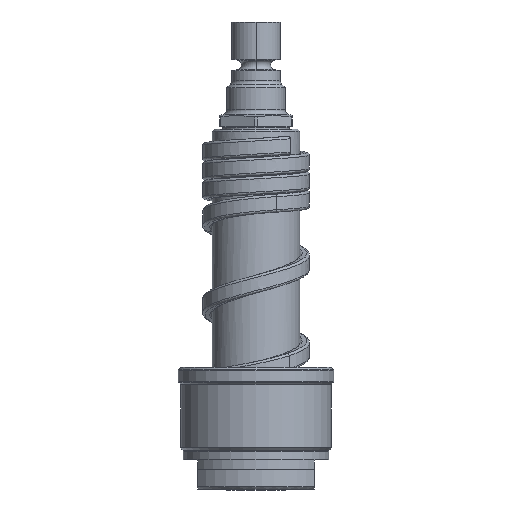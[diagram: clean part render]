
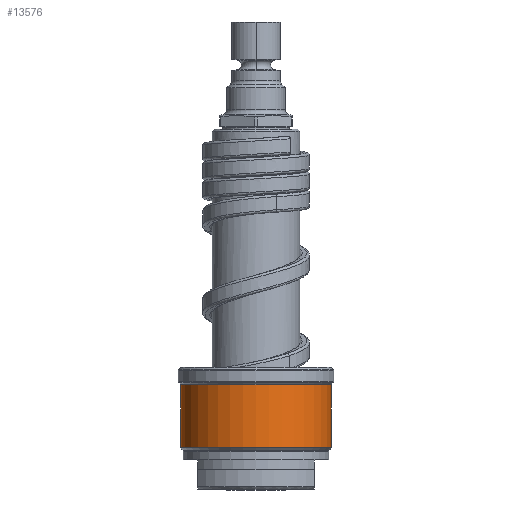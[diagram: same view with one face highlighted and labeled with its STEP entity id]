
A CAD part, front view. The second image highlights one B-rep face of the part: STEP entity #13576.
In plain terms, the highlighted cylindrical face has radius 15.5 mm (diameter 31 mm), a partial arc.
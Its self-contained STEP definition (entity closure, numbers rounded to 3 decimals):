
#4305=CARTESIAN_POINT('',(0.,0.,8.583));
#4306=DIRECTION('',(0.,0.,1.));
#4307=DIRECTION('',(-1.,0.,0.));
#4308=AXIS2_PLACEMENT_3D('',#4305,#4306,#4307);
#4310=DIRECTION('',(0.,0.,-1.));
#4311=VECTOR('',#4310,12.835);
#4312=CARTESIAN_POINT('',(-15.5,0.,21.417));
#4313=LINE('',#4312,#4311);
#4314=CARTESIAN_POINT('',(0.,0.,21.417));
#4315=DIRECTION('',(0.,0.,1.));
#4316=DIRECTION('',(-1.,0.,0.));
#4317=AXIS2_PLACEMENT_3D('',#4314,#4315,#4316);
#4319=DIRECTION('',(0.,0.,-1.));
#4320=VECTOR('',#4319,12.835);
#4321=CARTESIAN_POINT('',(15.5,0.,21.417));
#4322=LINE('',#4321,#4320);
#6311=CARTESIAN_POINT('',(15.5,0.,21.417));
#6312=CARTESIAN_POINT('',(-15.5,0.,21.417));
#6313=VERTEX_POINT('',#6311);
#6314=VERTEX_POINT('',#6312);
#6337=CARTESIAN_POINT('',(15.5,0.,8.583));
#6338=VERTEX_POINT('',#6337);
#6339=CARTESIAN_POINT('',(-15.5,0.,8.583));
#6340=VERTEX_POINT('',#6339);
#13564=CARTESIAN_POINT('',(0.,0.,7.15));
#13565=DIRECTION('',(0.,0.,1.));
#13566=DIRECTION('',(-1.,0.,0.));
#13567=AXIS2_PLACEMENT_3D('',#13564,#13565,#13566);
#13568=CYLINDRICAL_SURFACE('',#13567,15.5);
#13569=ORIENTED_EDGE('',*,*,#13536,.F.);
#13570=ORIENTED_EDGE('',*,*,#13554,.F.);
#13572=ORIENTED_EDGE('',*,*,#13571,.T.);
#13573=ORIENTED_EDGE('',*,*,#13550,.T.);
#13574=EDGE_LOOP('',(#13569,#13570,#13572,#13573));
#13575=FACE_OUTER_BOUND('',#13574,.F.);
#4309=CIRCLE('',#4308,15.5);
#4318=CIRCLE('',#4317,15.5);
#13536=EDGE_CURVE('',#6340,#6338,#4309,.T.);
#13550=EDGE_CURVE('',#6313,#6338,#4322,.T.);
#13554=EDGE_CURVE('',#6314,#6340,#4313,.T.);
#13571=EDGE_CURVE('',#6314,#6313,#4318,.T.);
#13576=ADVANCED_FACE('',(#13575),#13568,.T.);
